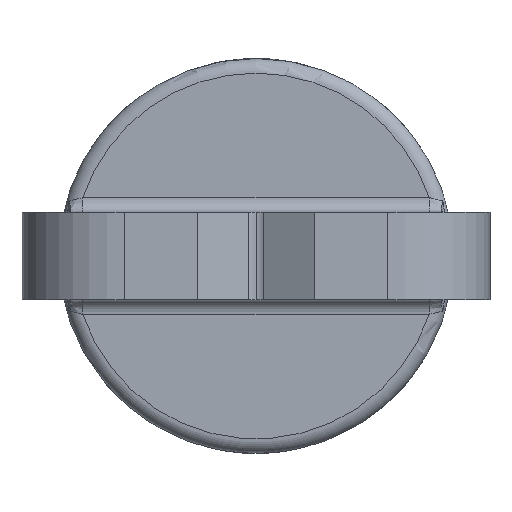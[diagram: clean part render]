
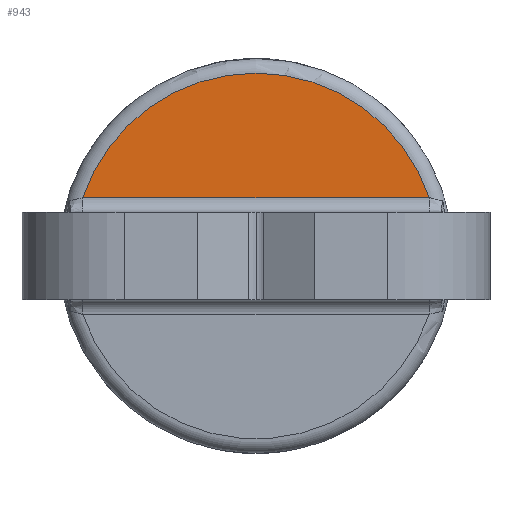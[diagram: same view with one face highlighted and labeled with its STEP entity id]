
A CAD part, left-side view. The second image highlights one B-rep face of the part: STEP entity #943.
In plain terms, the highlighted planar face has unit normal (-1, 0, 0).
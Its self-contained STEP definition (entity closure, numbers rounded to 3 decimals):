
#99=PLANE('',#995);
#162=CIRCLE('',#996,12.5);
#213=VERTEX_POINT('',#1287);
#214=VERTEX_POINT('',#1288);
#215=VERTEX_POINT('',#1289);
#296=VECTOR('',#2567,1.);
#364=LINE('',#1290,#296);
#441=EDGE_CURVE('',#213,#214,#162,.T.);
#442=EDGE_CURVE('',#214,#215,#162,.T.);
#443=EDGE_CURVE('',#215,#213,#364,.T.);
#585=ORIENTED_EDGE('',*,*,#441,.T.);
#586=ORIENTED_EDGE('',*,*,#442,.T.);
#587=ORIENTED_EDGE('',*,*,#443,.T.);
#840=EDGE_LOOP('',(#585,#586,#587));
#892=FACE_BOUND('',#840,.T.);
#943=ADVANCED_FACE('',(#892),#99,.T.);
#995=AXIS2_PLACEMENT_3D('',#1285,#2564,$);
#996=AXIS2_PLACEMENT_3D('',#1286,#2565,#2566);
#1285=CARTESIAN_POINT('',(16.,0.,13.5));
#1286=CARTESIAN_POINT('',(16.,0.,0.));
#1287=CARTESIAN_POINT('',(16.,-11.843,4.));
#1288=CARTESIAN_POINT('',(16.,0.,12.5));
#1289=CARTESIAN_POINT('',(16.,11.843,4.));
#1290=CARTESIAN_POINT('',(16.,11.843,4.));
#2564=DIRECTION('',(-1.,0.,0.));
#2565=DIRECTION('',(-1.,0.,0.));
#2566=DIRECTION('',(0.,0.,12.5));
#2567=DIRECTION('',(0.,-1.,0.));
